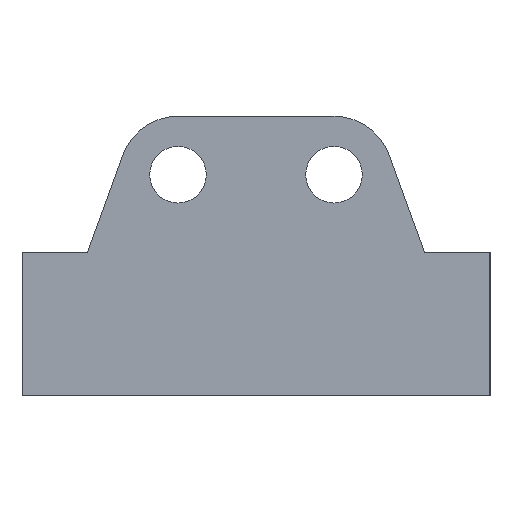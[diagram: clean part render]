
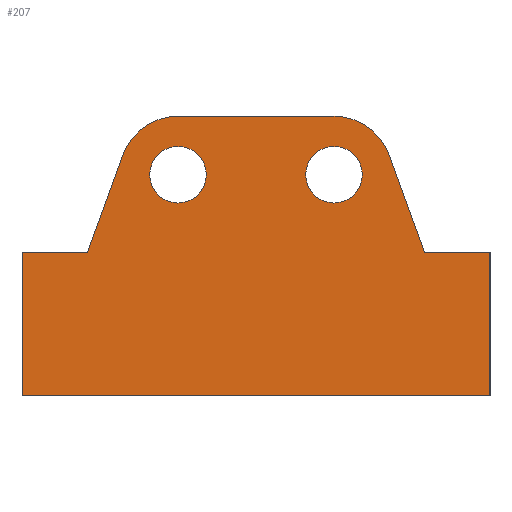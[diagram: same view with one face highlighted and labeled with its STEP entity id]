
A CAD part, front view. The second image highlights one B-rep face of the part: STEP entity #207.
In plain terms, the highlighted planar face has unit normal (0, -1, 0).
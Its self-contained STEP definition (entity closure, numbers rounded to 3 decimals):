
#65 = VERTEX_POINT('',#66);
#66 = CARTESIAN_POINT('',(18.,-25.5,11.));
#72 = EDGE_CURVE('',#73,#65,#75,.T.);
#73 = VERTEX_POINT('',#74);
#74 = CARTESIAN_POINT('',(18.,-25.5,0.));
#75 = LINE('',#76,#77);
#76 = CARTESIAN_POINT('',(18.,-25.5,0.));
#77 = VECTOR('',#78,1.);
#78 = DIRECTION('',(0.,0.,1.));
#158 = VERTEX_POINT('',#159);
#159 = CARTESIAN_POINT('',(-18.,-25.5,11.));
#165 = EDGE_CURVE('',#166,#158,#168,.T.);
#166 = VERTEX_POINT('',#167);
#167 = CARTESIAN_POINT('',(-12.973,-25.5,
    11.));
#168 = LINE('',#169,#170);
#169 = CARTESIAN_POINT('',(18.,-25.5,11.));
#170 = VECTOR('',#171,1.);
#171 = DIRECTION('',(-1.,0.,0.));
#190 = VERTEX_POINT('',#191);
#191 = CARTESIAN_POINT('',(12.973,-25.5,
    11.));
#197 = EDGE_CURVE('',#65,#190,#198,.T.);
#198 = LINE('',#199,#200);
#199 = CARTESIAN_POINT('',(18.,-25.5,11.));
#200 = VECTOR('',#201,1.);
#201 = DIRECTION('',(-1.,0.,0.));
#207 = ADVANCED_FACE('',(#208,#267,#278),#289,.T.);
#208 = FACE_BOUND('',#209,.T.);
#209 = EDGE_LOOP('',(#210,#211,#212,#220,#229,#237,#246,#252,#253,#261)
  );
#210 = ORIENTED_EDGE('',*,*,#72,.T.);
#211 = ORIENTED_EDGE('',*,*,#197,.T.);
#212 = ORIENTED_EDGE('',*,*,#213,.F.);
#213 = EDGE_CURVE('',#214,#190,#216,.T.);
#214 = VERTEX_POINT('',#215);
#215 = CARTESIAN_POINT('',(10.229,-25.5,
    18.539));
#216 = LINE('',#217,#218);
#217 = CARTESIAN_POINT('',(10.229,-25.5,
    18.539));
#218 = VECTOR('',#219,1.);
#219 = DIRECTION('',(0.342,0.,-0.94));
#220 = ORIENTED_EDGE('',*,*,#221,.T.);
#221 = EDGE_CURVE('',#214,#222,#224,.T.);
#222 = VERTEX_POINT('',#223);
#223 = CARTESIAN_POINT('',(6.,-25.5,
    21.5));
#224 = CIRCLE('',#225,4.5);
#225 = AXIS2_PLACEMENT_3D('',#226,#227,#228);
#226 = CARTESIAN_POINT('',(6.,-25.5,17.
    ));
#227 = DIRECTION('',(0.,-1.,0.));
#228 = DIRECTION('',(1.,0.,0.));
#229 = ORIENTED_EDGE('',*,*,#230,.F.);
#230 = EDGE_CURVE('',#231,#222,#233,.T.);
#231 = VERTEX_POINT('',#232);
#232 = CARTESIAN_POINT('',(-6.,-25.5,21.5));
#233 = LINE('',#234,#235);
#234 = CARTESIAN_POINT('',(-6.,-25.5,21.5));
#235 = VECTOR('',#236,1.);
#236 = DIRECTION('',(1.,0.,0.));
#237 = ORIENTED_EDGE('',*,*,#238,.T.);
#238 = EDGE_CURVE('',#231,#239,#241,.T.);
#239 = VERTEX_POINT('',#240);
#240 = CARTESIAN_POINT('',(-10.229,-25.5,
    18.539));
#241 = CIRCLE('',#242,4.5);
#242 = AXIS2_PLACEMENT_3D('',#243,#244,#245);
#243 = CARTESIAN_POINT('',(-6.,-25.5,17.));
#244 = DIRECTION('',(0.,-1.,0.));
#245 = DIRECTION('',(1.,0.,0.));
#246 = ORIENTED_EDGE('',*,*,#247,.T.);
#247 = EDGE_CURVE('',#239,#166,#248,.T.);
#248 = LINE('',#249,#250);
#249 = CARTESIAN_POINT('',(-10.229,-25.5,
    18.539));
#250 = VECTOR('',#251,1.);
#251 = DIRECTION('',(-0.342,-0.,-0.94));
#252 = ORIENTED_EDGE('',*,*,#165,.T.);
#253 = ORIENTED_EDGE('',*,*,#254,.F.);
#254 = EDGE_CURVE('',#255,#158,#257,.T.);
#255 = VERTEX_POINT('',#256);
#256 = CARTESIAN_POINT('',(-18.,-25.5,0.));
#257 = LINE('',#258,#259);
#258 = CARTESIAN_POINT('',(-18.,-25.5,0.));
#259 = VECTOR('',#260,1.);
#260 = DIRECTION('',(0.,0.,1.));
#261 = ORIENTED_EDGE('',*,*,#262,.F.);
#262 = EDGE_CURVE('',#73,#255,#263,.T.);
#263 = LINE('',#264,#265);
#264 = CARTESIAN_POINT('',(18.,-25.5,0.));
#265 = VECTOR('',#266,1.);
#266 = DIRECTION('',(-1.,0.,0.));
#267 = FACE_BOUND('',#268,.T.);
#268 = EDGE_LOOP('',(#269));
#269 = ORIENTED_EDGE('',*,*,#270,.F.);
#270 = EDGE_CURVE('',#271,#271,#273,.T.);
#271 = VERTEX_POINT('',#272);
#272 = CARTESIAN_POINT('',(8.175,-25.5,17.
    ));
#273 = CIRCLE('',#274,2.175);
#274 = AXIS2_PLACEMENT_3D('',#275,#276,#277);
#275 = CARTESIAN_POINT('',(6.,-25.5,17.
    ));
#276 = DIRECTION('',(0.,-1.,0.));
#277 = DIRECTION('',(1.,0.,0.));
#278 = FACE_BOUND('',#279,.T.);
#279 = EDGE_LOOP('',(#280));
#280 = ORIENTED_EDGE('',*,*,#281,.F.);
#281 = EDGE_CURVE('',#282,#282,#284,.T.);
#282 = VERTEX_POINT('',#283);
#283 = CARTESIAN_POINT('',(-3.825,-25.5,
    17.));
#284 = CIRCLE('',#285,2.175);
#285 = AXIS2_PLACEMENT_3D('',#286,#287,#288);
#286 = CARTESIAN_POINT('',(-6.,-25.5,17.));
#287 = DIRECTION('',(0.,-1.,0.));
#288 = DIRECTION('',(1.,0.,0.));
#289 = PLANE('',#290);
#290 = AXIS2_PLACEMENT_3D('',#291,#292,#293);
#291 = CARTESIAN_POINT('',(0.,-25.5,8.872));
#292 = DIRECTION('',(-0.,-1.,-0.));
#293 = DIRECTION('',(0.,0.,-1.));
